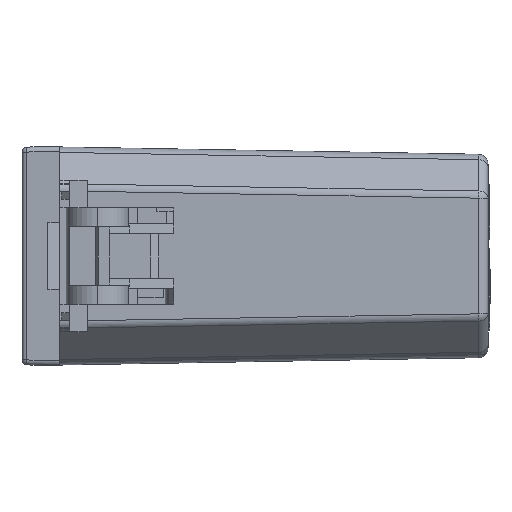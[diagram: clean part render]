
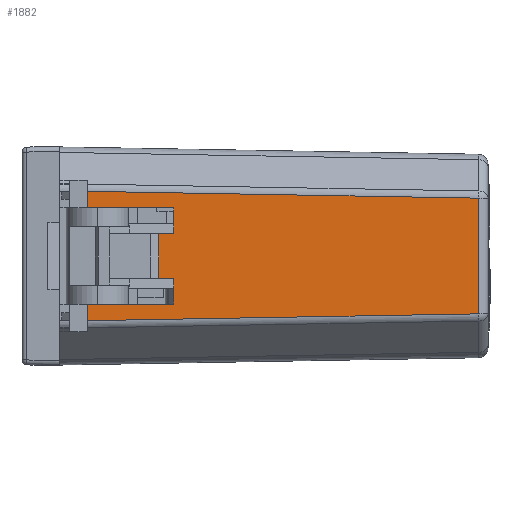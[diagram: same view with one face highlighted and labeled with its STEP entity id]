
A CAD part, left-side view. The second image highlights one B-rep face of the part: STEP entity #1882.
In plain terms, the highlighted face is planar.
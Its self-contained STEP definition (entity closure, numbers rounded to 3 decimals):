
#52 = CARTESIAN_POINT ( 'NONE',  ( -11., 21.599, 31.7 ) ) ;
#93 = LINE ( 'NONE', #20050, #7185 ) ;
#173 = DIRECTION ( 'NONE',  ( 1., 0., 0. ) ) ;
#417 = VERTEX_POINT ( 'NONE', #19278 ) ;
#813 = PLANE ( 'NONE',  #18766 ) ;
#828 = VERTEX_POINT ( 'NONE', #30235 ) ;
#1222 = ORIENTED_EDGE ( 'NONE', *, *, #29466, .T. ) ;
#1333 = ORIENTED_EDGE ( 'NONE', *, *, #7958, .T. ) ;
#1392 = LINE ( 'NONE', #8721, #15069 ) ;
#1754 = VERTEX_POINT ( 'NONE', #30941 ) ;
#1773 = ORIENTED_EDGE ( 'NONE', *, *, #9138, .T. ) ;
#1882 = ADVANCED_FACE ( 'NONE', ( #16682 ), #813, .T. ) ;
#1930 = ORIENTED_EDGE ( 'NONE', *, *, #3358, .T. ) ;
#2242 = VECTOR ( 'NONE', #8782, 1000. ) ;
#2449 = DIRECTION ( 'NONE',  ( -1., 0., 0. ) ) ;
#2820 = LINE ( 'NONE', #8412, #37733 ) ;
#3152 = DIRECTION ( 'NONE',  ( -1., 0., 0. ) ) ;
#3358 = EDGE_CURVE ( 'NONE', #10675, #34542, #16970, .T. ) ;
#3374 = ORIENTED_EDGE ( 'NONE', *, *, #6567, .T. ) ;
#4263 = ORIENTED_EDGE ( 'NONE', *, *, #12932, .T. ) ;
#4397 = DIRECTION ( 'NONE',  ( 0., 0.017, 1. ) ) ;
#4550 = EDGE_CURVE ( 'NONE', #16381, #28173, #26367, .T. ) ;
#5792 = VERTEX_POINT ( 'NONE', #8208 ) ;
#5814 = EDGE_CURVE ( 'NONE', #19374, #5792, #5916, .T. ) ;
#5916 = LINE ( 'NONE', #32378, #26223 ) ;
#6039 = LINE ( 'NONE', #33323, #2242 ) ;
#6113 = CARTESIAN_POINT ( 'NONE',  ( -4.85, 21.8, 43.2 ) ) ;
#6567 = EDGE_CURVE ( 'NONE', #10064, #18638, #31447, .T. ) ;
#6919 = CARTESIAN_POINT ( 'NONE',  ( -4.85, 21.751, 40.4 ) ) ;
#7016 = DIRECTION ( 'NONE',  ( 1., 0., 0. ) ) ;
#7179 = CARTESIAN_POINT ( 'NONE',  ( 5.817, 21.046, 0.007 ) ) ;
#7185 = VECTOR ( 'NONE', #29442, 1000. ) ;
#7444 = DIRECTION ( 'NONE',  ( -0.017, -0.017, -1. ) ) ;
#7873 = VERTEX_POINT ( 'NONE', #29409 ) ;
#7958 = EDGE_CURVE ( 'NONE', #18519, #8288, #93, .T. ) ;
#7959 = VECTOR ( 'NONE', #26387, 1000. ) ;
#7998 = VECTOR ( 'NONE', #16553, 1000. ) ;
#8208 = CARTESIAN_POINT ( 'NONE',  ( 2.25, 21.625, 33.2 ) ) ;
#8288 = VERTEX_POINT ( 'NONE', #12509 ) ;
#8412 = CARTESIAN_POINT ( 'NONE',  ( -11., 21.063, 0.983 ) ) ;
#8721 = CARTESIAN_POINT ( 'NONE',  ( -11., 21.625, 33.2 ) ) ;
#8765 = CARTESIAN_POINT ( 'NONE',  ( -6.571, 21.8, 43.207 ) ) ;
#8782 = DIRECTION ( 'NONE',  ( 1., 0., 0. ) ) ;
#9138 = EDGE_CURVE ( 'NONE', #28173, #10064, #2820, .T. ) ;
#9495 = LINE ( 'NONE', #25333, #24574 ) ;
#9863 = VECTOR ( 'NONE', #7444, 1000. ) ;
#10064 = VERTEX_POINT ( 'NONE', #31012 ) ;
#10294 = DIRECTION ( 'NONE',  ( 0., -0.017, -1. ) ) ;
#10675 = VERTEX_POINT ( 'NONE', #6919 ) ;
#11728 = LINE ( 'NONE', #26263, #7959 ) ;
#12509 = CARTESIAN_POINT ( 'NONE',  ( 4.85, 21.599, 31.7 ) ) ;
#12932 = EDGE_CURVE ( 'NONE', #34542, #1754, #15193, .T. ) ;
#13371 = CARTESIAN_POINT ( 'NONE',  ( 5.834, 21.063, 0.983 ) ) ;
#13729 = ORIENTED_EDGE ( 'NONE', *, *, #15018, .F. ) ;
#13927 = EDGE_CURVE ( 'NONE', #417, #828, #9495, .T. ) ;
#14230 = CARTESIAN_POINT ( 'NONE',  ( -4.85, 21.599, 31.7 ) ) ;
#15018 = EDGE_CURVE ( 'NONE', #10675, #18638, #11728, .T. ) ;
#15069 = VECTOR ( 'NONE', #3152, 1000. ) ;
#15193 = LINE ( 'NONE', #52, #30310 ) ;
#16381 = VERTEX_POINT ( 'NONE', #31546 ) ;
#16553 = DIRECTION ( 'NONE',  ( 0., 0.017, 1. ) ) ;
#16682 = FACE_OUTER_BOUND ( 'NONE', #16736, .T. ) ;
#16735 = CARTESIAN_POINT ( 'NONE',  ( -11., 21.8, 43.2 ) ) ;
#16736 = EDGE_LOOP ( 'NONE', ( #38502, #38853, #1222, #1333, #36652, #28475, #29232, #1773, #3374, #13729, #1930, #4263, #28822, #17845 ) ) ;
#16970 = LINE ( 'NONE', #6113, #23608 ) ;
#17681 = VECTOR ( 'NONE', #26700, 1000. ) ;
#17845 = ORIENTED_EDGE ( 'NONE', *, *, #13927, .F. ) ;
#18519 = VERTEX_POINT ( 'NONE', #24208 ) ;
#18638 = VERTEX_POINT ( 'NONE', #25809 ) ;
#18766 = AXIS2_PLACEMENT_3D ( 'NONE', #16735, #34850, #4397 ) ;
#19278 = CARTESIAN_POINT ( 'NONE',  ( -2.25, 21.625, 33.2 ) ) ;
#19374 = VERTEX_POINT ( 'NONE', #24021 ) ;
#19505 = EDGE_CURVE ( 'NONE', #7873, #16381, #38921, .T. ) ;
#19719 = CARTESIAN_POINT ( 'NONE',  ( -2.25, 21.599, 31.7 ) ) ;
#20050 = CARTESIAN_POINT ( 'NONE',  ( -11., 21.599, 31.7 ) ) ;
#21633 = LINE ( 'NONE', #34665, #7998 ) ;
#22028 = EDGE_CURVE ( 'NONE', #5792, #417, #1392, .T. ) ;
#23608 = VECTOR ( 'NONE', #32932, 1000. ) ;
#24021 = CARTESIAN_POINT ( 'NONE',  ( 2.25, 21.599, 31.7 ) ) ;
#24208 = CARTESIAN_POINT ( 'NONE',  ( 3.25, 21.599, 31.7 ) ) ;
#24574 = VECTOR ( 'NONE', #10294, 1000. ) ;
#25333 = CARTESIAN_POINT ( 'NONE',  ( -2.25, 21.73, 39.2 ) ) ;
#25809 = CARTESIAN_POINT ( 'NONE',  ( -6.522, 21.751, 40.4 ) ) ;
#26223 = VECTOR ( 'NONE', #38370, 1000. ) ;
#26263 = CARTESIAN_POINT ( 'NONE',  ( -11., 21.751, 40.4 ) ) ;
#26367 = LINE ( 'NONE', #7179, #9863 ) ;
#26387 = DIRECTION ( 'NONE',  ( -1., 0., 0. ) ) ;
#26700 = DIRECTION ( 'NONE',  ( -0.017, 0.017, 1. ) ) ;
#28173 = VERTEX_POINT ( 'NONE', #13371 ) ;
#28298 = VECTOR ( 'NONE', #32165, 1000. ) ;
#28475 = ORIENTED_EDGE ( 'NONE', *, *, #19505, .T. ) ;
#28822 = ORIENTED_EDGE ( 'NONE', *, *, #29190, .F. ) ;
#29190 = EDGE_CURVE ( 'NONE', #828, #1754, #36283, .T. ) ;
#29232 = ORIENTED_EDGE ( 'NONE', *, *, #4550, .T. ) ;
#29409 = CARTESIAN_POINT ( 'NONE',  ( 4.85, 21.751, 40.4 ) ) ;
#29442 = DIRECTION ( 'NONE',  ( 1., 0., 0. ) ) ;
#29466 = EDGE_CURVE ( 'NONE', #19374, #18519, #6039, .T. ) ;
#30235 = CARTESIAN_POINT ( 'NONE',  ( -2.25, 21.599, 31.7 ) ) ;
#30310 = VECTOR ( 'NONE', #173, 1000. ) ;
#30454 = VECTOR ( 'NONE', #7016, 1000. ) ;
#30941 = CARTESIAN_POINT ( 'NONE',  ( -3.25, 21.599, 31.7 ) ) ;
#31012 = CARTESIAN_POINT ( 'NONE',  ( -5.834, 21.063, 0.983 ) ) ;
#31447 = LINE ( 'NONE', #8765, #17681 ) ;
#31546 = CARTESIAN_POINT ( 'NONE',  ( 6.522, 21.751, 40.4 ) ) ;
#32165 = DIRECTION ( 'NONE',  ( -1., 0., 0. ) ) ;
#32378 = CARTESIAN_POINT ( 'NONE',  ( 2.25, 21.73, 39.2 ) ) ;
#32932 = DIRECTION ( 'NONE',  ( 0., -0.017, -1. ) ) ;
#33323 = CARTESIAN_POINT ( 'NONE',  ( 2.25, 21.599, 31.7 ) ) ;
#34216 = CARTESIAN_POINT ( 'NONE',  ( -11., 21.751, 40.4 ) ) ;
#34542 = VERTEX_POINT ( 'NONE', #14230 ) ;
#34665 = CARTESIAN_POINT ( 'NONE',  ( 4.85, 21.8, 43.2 ) ) ;
#34850 = DIRECTION ( 'NONE',  ( 0., 1., -0.017 ) ) ;
#35753 = EDGE_CURVE ( 'NONE', #8288, #7873, #21633, .T. ) ;
#36283 = LINE ( 'NONE', #19719, #28298 ) ;
#36652 = ORIENTED_EDGE ( 'NONE', *, *, #35753, .T. ) ;
#37733 = VECTOR ( 'NONE', #2449, 1000. ) ;
#38370 = DIRECTION ( 'NONE',  ( 0., 0.017, 1. ) ) ;
#38502 = ORIENTED_EDGE ( 'NONE', *, *, #22028, .F. ) ;
#38853 = ORIENTED_EDGE ( 'NONE', *, *, #5814, .F. ) ;
#38921 = LINE ( 'NONE', #34216, #30454 ) ;
